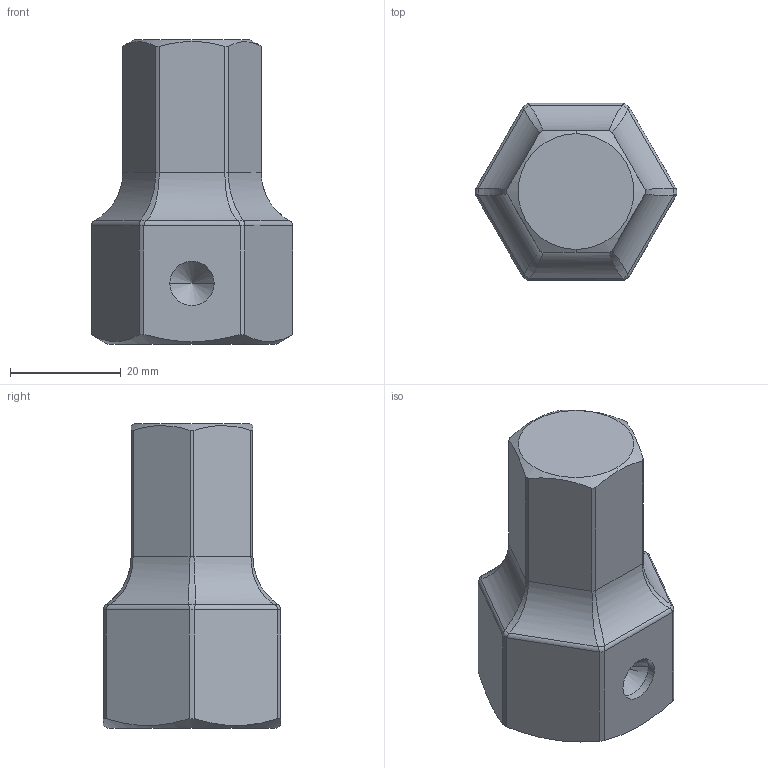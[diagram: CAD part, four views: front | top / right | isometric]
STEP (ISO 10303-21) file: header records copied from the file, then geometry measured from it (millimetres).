
FILE_DESCRIPTION((''),'2;1');
FILE_NAME('4027165032','2023-08-22T15:30:10',('A00565553'),(''),'CREO PARAMETRIC BY PTC INC, 2022414','CREO PARAMETRIC BY PTC INC, 2022414','');
FILE_SCHEMA(('CONFIG_CONTROL_DESIGN','GEOMETRIC_VALIDATION_PROPERTIES_MIM'));
Length unit declared in the file: millimetre
Products named in the file (1): 4027165032
Bounding box: 36.4 x 32 x 55 mm (x, y, z)
Volume: 34180.1 mm3; surface area: 6410 mm2
Topology: 1 solids, 1 shells, 58 faces, 154 edges, 97 vertices
Faces by surface type: cylinder 26, plane 14, torus 12, cone 6
Entity records: 2620 total; most frequent: CARTESIAN_POINT 706, ORIENTED_EDGE 304, DIRECTION 242, PRESENTATION_STYLE_ASSIGNMENT 153, STYLED_ITEM 153, CURVE_STYLE 152, EDGE_CURVE 152, VERTEX_POINT 97
